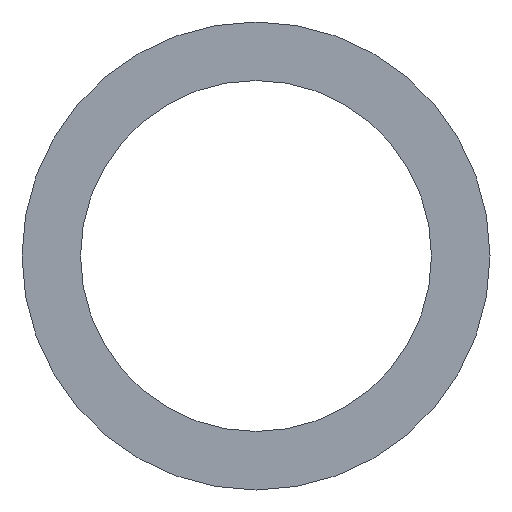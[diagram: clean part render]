
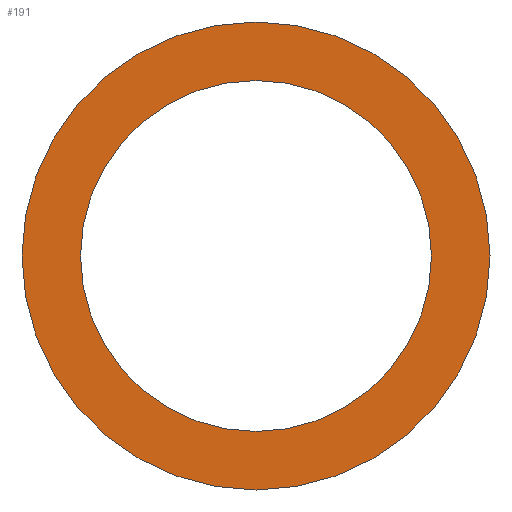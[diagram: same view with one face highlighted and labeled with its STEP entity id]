
A CAD part, front view. The second image highlights one B-rep face of the part: STEP entity #191.
In plain terms, the highlighted planar face has unit normal (0, -1, 0).
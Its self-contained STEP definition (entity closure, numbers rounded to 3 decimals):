
#2 = AXIS2_PLACEMENT_3D ( 'NONE', #147, #163, #166 ) ;
#8 = AXIS2_PLACEMENT_3D ( 'NONE', #114, #93, #106 ) ;
#13 = CIRCLE ( 'NONE', #2, 4. ) ;
#21 = CIRCLE ( 'NONE', #24, 3. ) ;
#23 = CIRCLE ( 'NONE', #31, 3. ) ;
#24 = AXIS2_PLACEMENT_3D ( 'NONE', #143, #135, #155 ) ;
#31 = AXIS2_PLACEMENT_3D ( 'NONE', #160, #128, #129 ) ;
#32 = AXIS2_PLACEMENT_3D ( 'NONE', #134, #164, #165 ) ;
#35 = CIRCLE ( 'NONE', #32, 4. ) ;
#45 = VERTEX_POINT ( 'NONE', #104 ) ;
#50 = ORIENTED_EDGE ( 'NONE', *, *, #197, .F. ) ;
#56 = ORIENTED_EDGE ( 'NONE', *, *, #207, .T. ) ;
#57 = ORIENTED_EDGE ( 'NONE', *, *, #203, .T. ) ;
#63 = ORIENTED_EDGE ( 'NONE', *, *, #199, .F. ) ;
#68 = VERTEX_POINT ( 'NONE', #116 ) ;
#71 = EDGE_LOOP ( 'NONE', ( #56, #57 ) ) ;
#73 = VERTEX_POINT ( 'NONE', #117 ) ;
#79 = VERTEX_POINT ( 'NONE', #111 ) ;
#80 = EDGE_LOOP ( 'NONE', ( #50, #63 ) ) ;
#84 = FACE_OUTER_BOUND ( 'NONE', #80, .T. ) ;
#93 = DIRECTION ( 'NONE',  ( 0., 1., 0. ) ) ;
#102 = PLANE ( 'NONE',  #8 ) ;
#104 = CARTESIAN_POINT ( 'NONE',  ( 0., 0., 4. ) ) ;
#106 = DIRECTION ( 'NONE',  ( 0., 0., 1. ) ) ;
#111 = CARTESIAN_POINT ( 'NONE',  ( 0., 0., 3. ) ) ;
#114 = CARTESIAN_POINT ( 'NONE',  ( 0., 0., 0. ) ) ;
#115 = FACE_BOUND ( 'NONE', #71, .T. ) ;
#116 = CARTESIAN_POINT ( 'NONE',  ( 0., 0., -4. ) ) ;
#117 = CARTESIAN_POINT ( 'NONE',  ( 0., 0., -3. ) ) ;
#128 = DIRECTION ( 'NONE',  ( 0., 1., 0. ) ) ;
#129 = DIRECTION ( 'NONE',  ( 0., 0., 1. ) ) ;
#134 = CARTESIAN_POINT ( 'NONE',  ( 0., 0., 0. ) ) ;
#135 = DIRECTION ( 'NONE',  ( 0., 1., 0. ) ) ;
#143 = CARTESIAN_POINT ( 'NONE',  ( 0., 0., 0. ) ) ;
#147 = CARTESIAN_POINT ( 'NONE',  ( 0., 0., 0. ) ) ;
#155 = DIRECTION ( 'NONE',  ( 0., 0., 1. ) ) ;
#160 = CARTESIAN_POINT ( 'NONE',  ( 0., 0., 0. ) ) ;
#163 = DIRECTION ( 'NONE',  ( 0., 1., 0. ) ) ;
#164 = DIRECTION ( 'NONE',  ( 0., 1., 0. ) ) ;
#165 = DIRECTION ( 'NONE',  ( 0., 0., 1. ) ) ;
#166 = DIRECTION ( 'NONE',  ( 0., 0., 1. ) ) ;
#191 = ADVANCED_FACE ( 'NONE', ( #84, #115 ), #102, .F. ) ;
#197 = EDGE_CURVE ( 'NONE', #68, #45, #13, .T. ) ;
#199 = EDGE_CURVE ( 'NONE', #45, #68, #35, .T. ) ;
#203 = EDGE_CURVE ( 'NONE', #79, #73, #21, .T. ) ;
#207 = EDGE_CURVE ( 'NONE', #73, #79, #23, .T. ) ;
